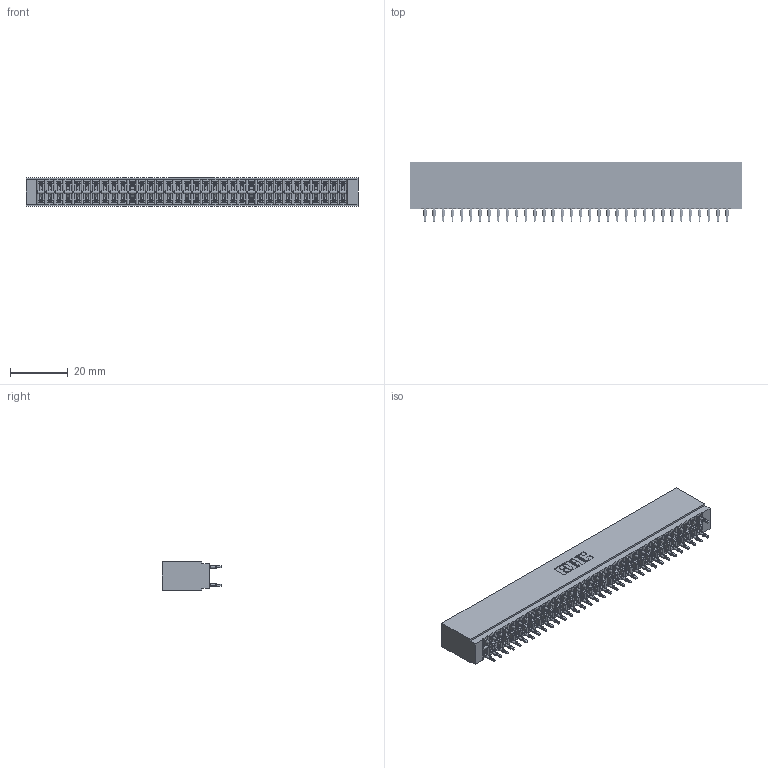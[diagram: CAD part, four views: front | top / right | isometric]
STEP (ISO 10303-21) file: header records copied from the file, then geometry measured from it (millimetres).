
FILE_DESCRIPTION (( 'STEP AP203' ), '1' );
FILE_NAME ('746-068-560-201.STEP', '2020-09-18T05:15:11', ( '' ), ( '' ), 'SwSTEP 2.0', 'SolidWorks 2020', '' );
FILE_SCHEMA (( 'CONFIG_CONTROL_DESIGN' ));
Length unit declared in the file: inch
Products named in the file (3): 746 Part_.515 Slot Depth - 01; 746-292-001_560; 746-068-560-201
Assembly tree (69 placements, depth 2):
  746-068-560-201
    746 Part_.515 Slot Depth - 01
    746-292-001_560  x68
Bounding box: 115.19 x 20.82 x 9.91 mm (x, y, z)
Volume: 12658.4 mm3; surface area: 21444 mm2
Topology: 69 solids, 69 shells, 6523 faces, 18147 edges, 11633 vertices
Faces by surface type: plane 3251, cylinder 1504, bspline 1360, torus 408
Entity records: 53790 total; most frequent: CARTESIAN_POINT 10759, ORIENTED_EDGE 9226, DIRECTION 7723, EDGE_CURVE 4613, VECTOR 4081, LINE 4081, VERTEX_POINT 3057, AXIS2_PLACEMENT_3D 1821
